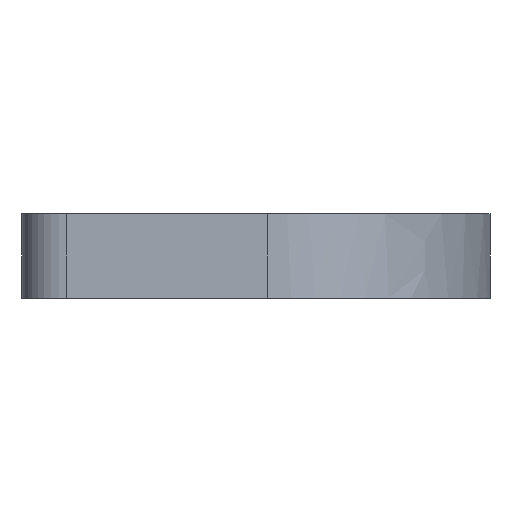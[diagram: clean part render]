
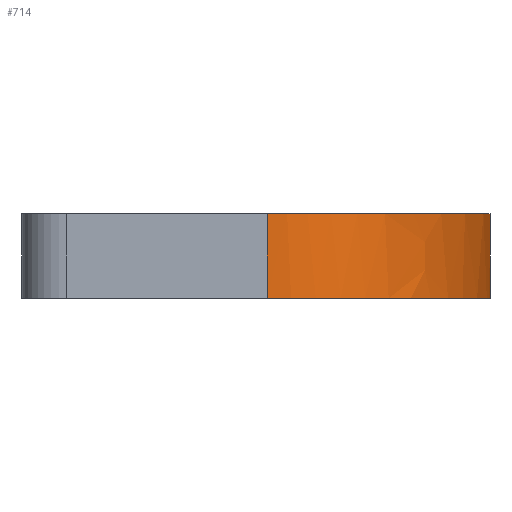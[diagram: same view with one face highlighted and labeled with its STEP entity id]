
A CAD part, left-side view. The second image highlights one B-rep face of the part: STEP entity #714.
In plain terms, the highlighted free-form (B-spline) face has degree [2, 3] with [3, 4] control points.
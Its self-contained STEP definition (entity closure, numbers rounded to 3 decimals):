
#4 = CARTESIAN_POINT ( 'NONE',  ( -8.5, -2., 3.8 ) ) ;
#44 = VERTEX_POINT ( 'NONE', #4 ) ;
#52 = ORIENTED_EDGE ( 'NONE', *, *, #994, .T. ) ;
#62 = CARTESIAN_POINT ( 'NONE',  ( -23.5, 8., 3.8 ) ) ;
#142 = VERTEX_POINT ( 'NONE', #562 ) ;
#157 = CARTESIAN_POINT ( 'NONE',  ( -23.5, 8., 1.203 ) ) ;
#165 = CARTESIAN_POINT ( 'NONE',  ( -23.5, -2., 2.597 ) ) ;
#176 = CARTESIAN_POINT ( 'NONE',  ( -23.5, 8., 2.533 ) ) ;
#208 = ORIENTED_EDGE ( 'NONE', *, *, #381, .T. ) ;
#248 = CARTESIAN_POINT ( 'NONE',  ( -8.5, -2., 0. ) ) ;
#252 =( BOUNDED_SURFACE ( )  B_SPLINE_SURFACE ( 2, 3, ( 
 ( #659, #653, #157, #368 ),
 ( #556, #165, #733, #938 ),
 ( #343, #646, #550, #1119 ) ),
 .UNSPECIFIED., .F., .F., .F. ) 
 B_SPLINE_SURFACE_WITH_KNOTS ( ( 3, 3 ),
 ( 4, 4 ),
 ( 0., 1. ),
 ( 0., 0.004 ),
 .UNSPECIFIED. ) 
 GEOMETRIC_REPRESENTATION_ITEM ( )  RATIONAL_B_SPLINE_SURFACE ( (
 ( 1., 1., 1., 1.),
 ( 0.707, 0.707, 0.707, 0.707),
 ( 1., 1., 1., 1.) ) ) 
 REPRESENTATION_ITEM ( '' )  SURFACE ( )  );
#335 = ORIENTED_EDGE ( 'NONE', *, *, #527, .T. ) ;
#337 = CARTESIAN_POINT ( 'NONE',  ( -8.5, -2., 3.8 ) ) ;
#343 = CARTESIAN_POINT ( 'NONE',  ( -8.5, -2., 3.99 ) ) ;
#357 = CARTESIAN_POINT ( 'NONE',  ( -8.5, -2., 0. ) ) ;
#368 = CARTESIAN_POINT ( 'NONE',  ( -23.5, 8., -0.19 ) ) ;
#381 = EDGE_CURVE ( 'NONE', #44, #142, #458, .T. ) ;
#455 = FACE_OUTER_BOUND ( 'NONE', #679, .T. ) ;
#458 =( BOUNDED_CURVE ( )  B_SPLINE_CURVE ( 2, ( #1067, #881, #1050 ),
 .UNSPECIFIED., .F., .T. ) 
 B_SPLINE_CURVE_WITH_KNOTS ( ( 3, 3 ),
 ( 0., 1. ),
 .UNSPECIFIED. ) 
 CURVE ( )  GEOMETRIC_REPRESENTATION_ITEM ( )  RATIONAL_B_SPLINE_CURVE ( ( 1., 0.707, 1. ) ) 
 REPRESENTATION_ITEM ( '' )  );
#517 = B_SPLINE_CURVE_WITH_KNOTS ( 'NONE', 3,
 ( #62, #176, #1124, #1217 ),
 .UNSPECIFIED., .F., .F.,
 ( 4, 4 ),
 ( 0., 1. ),
 .UNSPECIFIED. ) ;
#527 = EDGE_CURVE ( 'NONE', #1087, #792, #591, .T. ) ;
#550 = CARTESIAN_POINT ( 'NONE',  ( -8.5, -2., 1.203 ) ) ;
#555 = CARTESIAN_POINT ( 'NONE',  ( -23.5, -2., 0. ) ) ;
#556 = CARTESIAN_POINT ( 'NONE',  ( -23.5, -2., 3.99 ) ) ;
#558 = B_SPLINE_CURVE_WITH_KNOTS ( 'NONE', 3,
 ( #1197, #810, #1180, #337 ),
 .UNSPECIFIED., .F., .F.,
 ( 4, 4 ),
 ( 0., 1. ),
 .UNSPECIFIED. ) ;
#562 = CARTESIAN_POINT ( 'NONE',  ( -23.5, 8., 3.8 ) ) ;
#590 = ORIENTED_EDGE ( 'NONE', *, *, #692, .T. ) ;
#591 =( BOUNDED_CURVE ( )  B_SPLINE_CURVE ( 2, ( #1228, #555, #248 ),
 .UNSPECIFIED., .F., .T. ) 
 B_SPLINE_CURVE_WITH_KNOTS ( ( 3, 3 ),
 ( 0., 1. ),
 .UNSPECIFIED. ) 
 CURVE ( )  GEOMETRIC_REPRESENTATION_ITEM ( )  RATIONAL_B_SPLINE_CURVE ( ( 1., 0.707, 1. ) ) 
 REPRESENTATION_ITEM ( '' )  );
#646 = CARTESIAN_POINT ( 'NONE',  ( -8.5, -2., 2.597 ) ) ;
#653 = CARTESIAN_POINT ( 'NONE',  ( -23.5, 8., 2.597 ) ) ;
#659 = CARTESIAN_POINT ( 'NONE',  ( -23.5, 8., 3.99 ) ) ;
#679 = EDGE_LOOP ( 'NONE', ( #208, #590, #335, #52 ) ) ;
#692 = EDGE_CURVE ( 'NONE', #142, #1087, #517, .T. ) ;
#714 = ADVANCED_FACE ( 'NONE', ( #455 ), #252, .F. ) ;
#733 = CARTESIAN_POINT ( 'NONE',  ( -23.5, -2., 1.203 ) ) ;
#792 = VERTEX_POINT ( 'NONE', #357 ) ;
#810 = CARTESIAN_POINT ( 'NONE',  ( -8.5, -2., 1.267 ) ) ;
#881 = CARTESIAN_POINT ( 'NONE',  ( -23.5, -2., 3.8 ) ) ;
#931 = CARTESIAN_POINT ( 'NONE',  ( -23.5, 8., 0. ) ) ;
#938 = CARTESIAN_POINT ( 'NONE',  ( -23.5, -2., -0.19 ) ) ;
#994 = EDGE_CURVE ( 'NONE', #792, #44, #558, .T. ) ;
#1050 = CARTESIAN_POINT ( 'NONE',  ( -23.5, 8., 3.8 ) ) ;
#1067 = CARTESIAN_POINT ( 'NONE',  ( -8.5, -2., 3.8 ) ) ;
#1087 = VERTEX_POINT ( 'NONE', #931 ) ;
#1119 = CARTESIAN_POINT ( 'NONE',  ( -8.5, -2., -0.19 ) ) ;
#1124 = CARTESIAN_POINT ( 'NONE',  ( -23.5, 8., 1.267 ) ) ;
#1180 = CARTESIAN_POINT ( 'NONE',  ( -8.5, -2., 2.533 ) ) ;
#1197 = CARTESIAN_POINT ( 'NONE',  ( -8.5, -2., 0. ) ) ;
#1217 = CARTESIAN_POINT ( 'NONE',  ( -23.5, 8., 0. ) ) ;
#1228 = CARTESIAN_POINT ( 'NONE',  ( -23.5, 8., 0. ) ) ;
